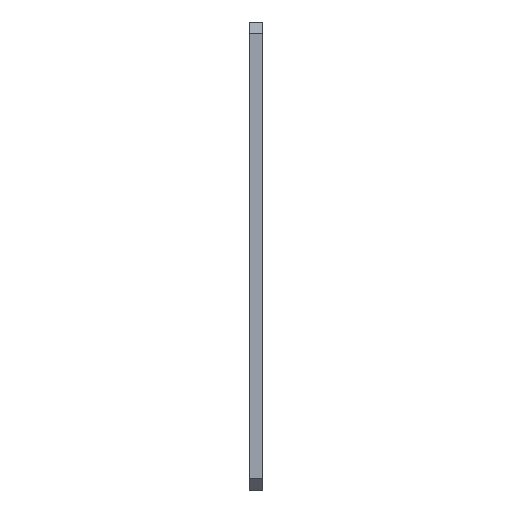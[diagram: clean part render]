
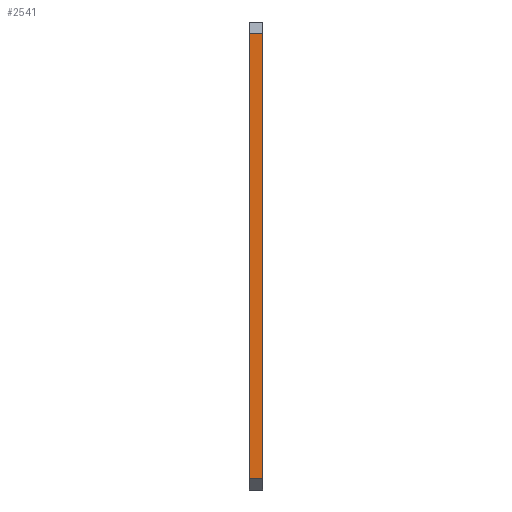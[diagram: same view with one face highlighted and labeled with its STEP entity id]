
A CAD part, left-side view. The second image highlights one B-rep face of the part: STEP entity #2541.
In plain terms, the highlighted planar face has unit normal (-1, 0, 0).
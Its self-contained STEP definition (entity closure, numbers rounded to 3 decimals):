
#108 = DIRECTION ( 'NONE',  ( 0., 0., 1. ) ) ;
#176 = CARTESIAN_POINT ( 'NONE',  ( -210., 0., -200. ) ) ;
#225 = LINE ( 'NONE', #1292, #2061 ) ;
#291 = EDGE_CURVE ( 'NONE', #1511, #2052, #2900, .T. ) ;
#310 = EDGE_CURVE ( 'NONE', #464, #496, #1309, .T. ) ;
#396 = DIRECTION ( 'NONE',  ( 0., -1., 0. ) ) ;
#464 = VERTEX_POINT ( 'NONE', #176 ) ;
#496 = VERTEX_POINT ( 'NONE', #2485 ) ;
#665 = LINE ( 'NONE', #1129, #2760 ) ;
#762 = EDGE_CURVE ( 'NONE', #1511, #464, #225, .T. ) ;
#803 = CARTESIAN_POINT ( 'NONE',  ( -210., 12., -210. ) ) ;
#897 = DIRECTION ( 'NONE',  ( 0., 1., 0. ) ) ;
#1129 = CARTESIAN_POINT ( 'NONE',  ( -210., 12., 200. ) ) ;
#1172 = AXIS2_PLACEMENT_3D ( 'NONE', #1892, #1852, #2554 ) ;
#1292 = CARTESIAN_POINT ( 'NONE',  ( -210., 12., -200. ) ) ;
#1309 = LINE ( 'NONE', #2637, #2186 ) ;
#1438 = ORIENTED_EDGE ( 'NONE', *, *, #762, .T. ) ;
#1479 = ORIENTED_EDGE ( 'NONE', *, *, #291, .F. ) ;
#1511 = VERTEX_POINT ( 'NONE', #2223 ) ;
#1512 = ORIENTED_EDGE ( 'NONE', *, *, #310, .T. ) ;
#1687 = FACE_OUTER_BOUND ( 'NONE', #2250, .T. ) ;
#1733 = DIRECTION ( 'NONE',  ( 0., 0., 1. ) ) ;
#1852 = DIRECTION ( 'NONE',  ( 1., 0., 0. ) ) ;
#1892 = CARTESIAN_POINT ( 'NONE',  ( -210., 12., -210. ) ) ;
#1899 = CARTESIAN_POINT ( 'NONE',  ( -210., 12., 200. ) ) ;
#2052 = VERTEX_POINT ( 'NONE', #1899 ) ;
#2054 = ORIENTED_EDGE ( 'NONE', *, *, #2315, .T. ) ;
#2061 = VECTOR ( 'NONE', #396, 1000. ) ;
#2186 = VECTOR ( 'NONE', #108, 1000. ) ;
#2223 = CARTESIAN_POINT ( 'NONE',  ( -210., 12., -200. ) ) ;
#2250 = EDGE_LOOP ( 'NONE', ( #1512, #2054, #1479, #1438 ) ) ;
#2315 = EDGE_CURVE ( 'NONE', #496, #2052, #665, .T. ) ;
#2485 = CARTESIAN_POINT ( 'NONE',  ( -210., 0., 200. ) ) ;
#2541 = ADVANCED_FACE ( 'NONE', ( #1687 ), #2600, .F. ) ;
#2554 = DIRECTION ( 'NONE',  ( 0., 0., -1. ) ) ;
#2600 = PLANE ( 'NONE',  #1172 ) ;
#2637 = CARTESIAN_POINT ( 'NONE',  ( -210., 0., -210. ) ) ;
#2727 = VECTOR ( 'NONE', #1733, 1000. ) ;
#2760 = VECTOR ( 'NONE', #897, 1000. ) ;
#2900 = LINE ( 'NONE', #803, #2727 ) ;
